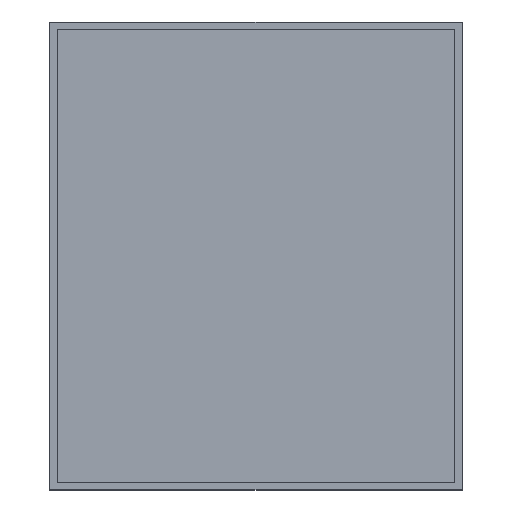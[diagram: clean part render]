
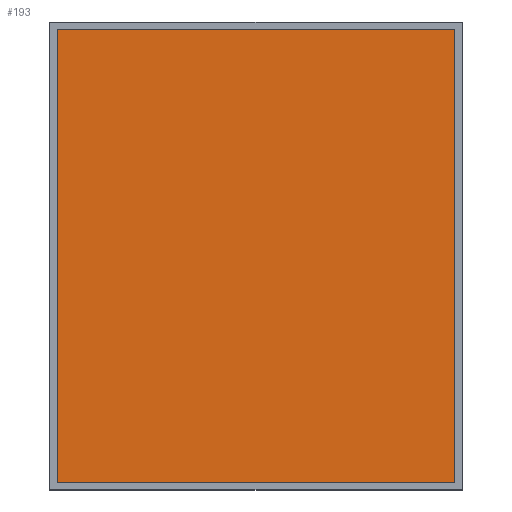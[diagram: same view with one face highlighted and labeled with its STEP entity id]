
A CAD part, top view. The second image highlights one B-rep face of the part: STEP entity #193.
In plain terms, the highlighted planar face has unit normal (0, 0, 1).
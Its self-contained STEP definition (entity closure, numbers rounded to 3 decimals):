
#56=ORIENTED_EDGE('',*,*,#77,.F.);
#57=ORIENTED_EDGE('',*,*,#80,.T.);
#58=ORIENTED_EDGE('',*,*,#82,.T.);
#59=ORIENTED_EDGE('',*,*,#83,.F.);
#77=EDGE_CURVE('',#96,#97,#117,.T.);
#80=EDGE_CURVE('',#96,#98,#120,.T.);
#82=EDGE_CURVE('',#98,#99,#122,.T.);
#83=EDGE_CURVE('',#97,#99,#123,.T.);
#96=VERTEX_POINT('',#303);
#97=VERTEX_POINT('',#305);
#98=VERTEX_POINT('',#309);
#99=VERTEX_POINT('',#313);
#117=LINE('',#304,#141);
#120=LINE('',#310,#144);
#122=LINE('',#314,#146);
#123=LINE('',#316,#147);
#141=VECTOR('',#251,1000.);
#144=VECTOR('',#256,1000.);
#146=VECTOR('',#260,1000.);
#147=VECTOR('',#263,1000.);
#159=EDGE_LOOP('',(#56,#57,#58,#59));
#171=FACE_BOUND('',#159,.T.);
#182=PLANE('',#217);
#193=ADVANCED_FACE('',(#171),#182,.T.);
#217=AXIS2_PLACEMENT_3D('',#317,#264,#265);
#251=DIRECTION('',(0.,1.,0.));
#256=DIRECTION('',(1.,0.,0.));
#260=DIRECTION('',(0.,1.,0.));
#263=DIRECTION('',(1.,0.,0.));
#264=DIRECTION('',(0.,0.,1.));
#265=DIRECTION('',(1.,0.,0.));
#303=CARTESIAN_POINT('',(-38.2,-43.525,-0.708));
#304=CARTESIAN_POINT('',(-38.2,0.,-0.708));
#305=CARTESIAN_POINT('',(-38.2,43.525,-0.708));
#309=CARTESIAN_POINT('',(38.2,-43.525,-0.708));
#310=CARTESIAN_POINT('',(0.,-43.525,-0.708));
#313=CARTESIAN_POINT('',(38.2,43.525,-0.708));
#314=CARTESIAN_POINT('',(38.2,0.,-0.708));
#316=CARTESIAN_POINT('',(0.,43.525,-0.708));
#317=CARTESIAN_POINT('',(0.,0.,-0.708));
